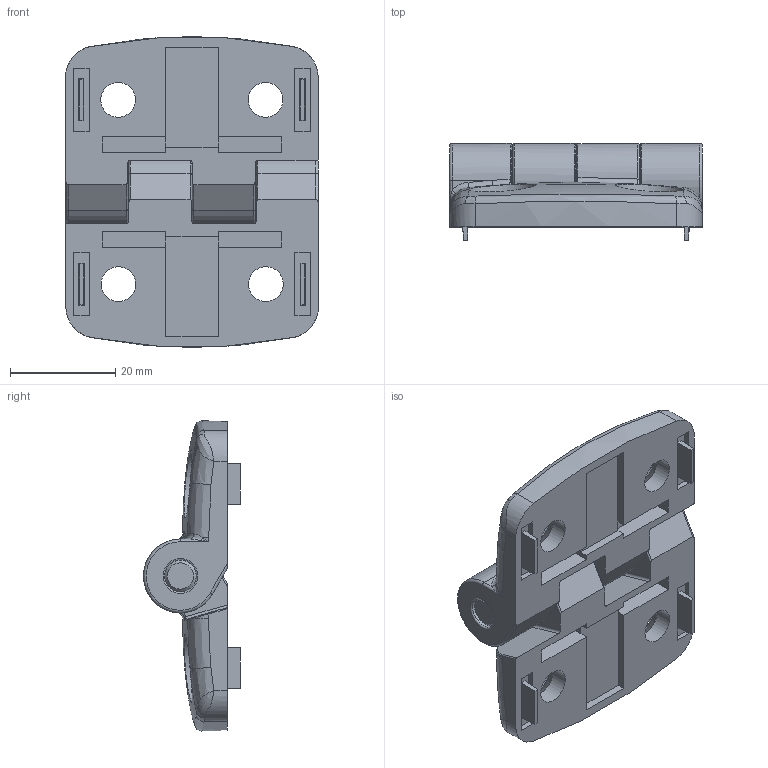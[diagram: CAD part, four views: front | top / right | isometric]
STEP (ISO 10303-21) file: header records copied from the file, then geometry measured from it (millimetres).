
FILE_DESCRIPTION((''),'2;1');
FILE_NAME('AR3844.stp','2021-08-10T13:42:54',('arma01'),(''),'Autodesk Inventor 2013','Autodesk Inventor 2013','');
FILE_SCHEMA(('AUTOMOTIVE_DESIGN { 1 0 10303 214 1 1 1 1 }'));
Length unit declared in the file: millimetre
Products named in the file (4): AR3844; AR3844- I; AR3844- II; AR3844- III
Assembly tree (3 placements, depth 2):
  AR3844
    AR3844- I
    AR3844- II
    AR3844- III
Bounding box: 48.05 x 18.4 x 59 mm (x, y, z)
Volume: 20327.7 mm3; surface area: 11543.6 mm2
Topology: 3 solids, 3 shells, 229 faces, 585 edges, 357 vertices
Faces by surface type: plane 95, bspline 70, cylinder 44, torus 14, cone 6
Full cylindrical faces by diameter (mm): 6 x5, 6.2 x1, 6.6 x4, 13 x4
Entity records: 9884 total; most frequent: CARTESIAN_POINT 4677, ORIENTED_EDGE 1084, DIRECTION 924, EDGE_CURVE 542, VERTEX_POINT 348, AXIS2_PLACEMENT_3D 338, EDGE_LOOP 274, VECTOR 248
